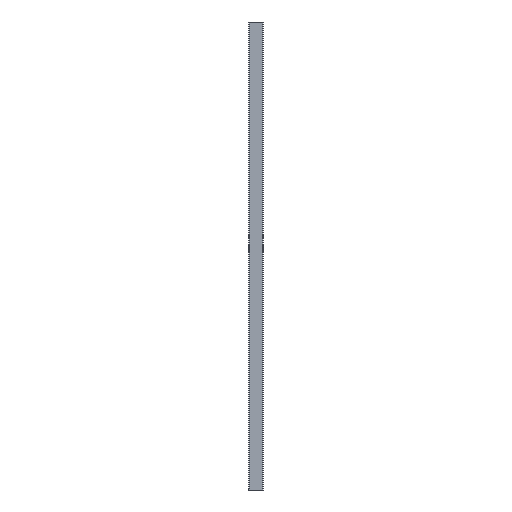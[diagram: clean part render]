
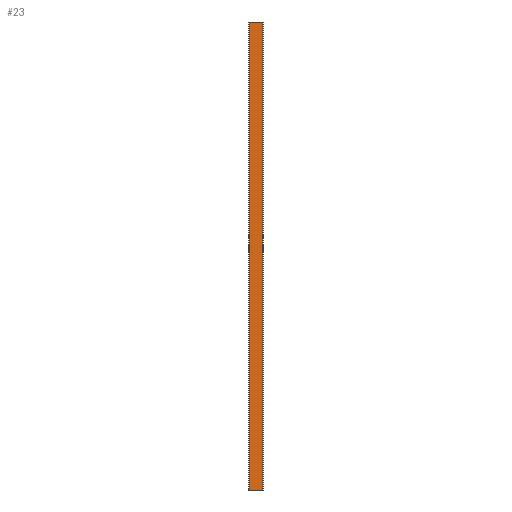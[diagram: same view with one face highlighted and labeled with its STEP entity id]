
A CAD part, left-side view. The second image highlights one B-rep face of the part: STEP entity #23.
In plain terms, the highlighted planar face has unit normal (-1, 0, 0).
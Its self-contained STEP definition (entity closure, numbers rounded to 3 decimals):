
#23=ADVANCED_FACE('',(#45),#290,.T.);
#45=FACE_OUTER_BOUND('',#67,.T.);
#67=EDGE_LOOP('',(#116,#117,#118,#119));
#116=ORIENTED_EDGE('',*,*,#195,.T.);
#117=ORIENTED_EDGE('',*,*,#194,.T.);
#118=ORIENTED_EDGE('',*,*,#196,.T.);
#119=ORIENTED_EDGE('',*,*,#197,.T.);
#194=EDGE_CURVE('',#273,#274,#240,.T.);
#195=EDGE_CURVE('',#275,#273,#241,.T.);
#196=EDGE_CURVE('',#274,#276,#242,.T.);
#197=EDGE_CURVE('',#276,#275,#243,.T.);
#240=B_SPLINE_CURVE_WITH_KNOTS('',1,(#604,#605),.UNSPECIFIED.,.F.,.F.,(2,
2),(-3000.,0.),.UNSPECIFIED.);
#241=B_SPLINE_CURVE_WITH_KNOTS('',1,(#606,#607),.UNSPECIFIED.,.F.,.F.,(2,
2),(-89.,0.),.UNSPECIFIED.);
#242=B_SPLINE_CURVE_WITH_KNOTS('',1,(#608,#609),.UNSPECIFIED.,.F.,.F.,(2,
2),(0.,89.),.UNSPECIFIED.);
#243=B_SPLINE_CURVE_WITH_KNOTS('',1,(#610,#611),.UNSPECIFIED.,.F.,.F.,(2,
2),(0.,3000.),.UNSPECIFIED.);
#273=VERTEX_POINT('',#539);
#274=VERTEX_POINT('',#540);
#275=VERTEX_POINT('',#541);
#276=VERTEX_POINT('',#542);
#290=PLANE('',#396);
#396=AXIS2_PLACEMENT_3D('',#492,#417,$);
#417=DIRECTION('',(-1.,0.,0.));
#492=CARTESIAN_POINT('',(-2.,-5.9,-1800.));
#539=CARTESIAN_POINT('',(-2.,3.,-1500.));
#540=CARTESIAN_POINT('',(-2.,3.,1500.));
#541=CARTESIAN_POINT('',(-2.,92.,-1500.));
#542=CARTESIAN_POINT('',(-2.,92.,1500.));
#604=CARTESIAN_POINT('',(-2.,3.,-1500.));
#605=CARTESIAN_POINT('',(-2.,3.,1500.));
#606=CARTESIAN_POINT('',(-2.,92.,-1500.));
#607=CARTESIAN_POINT('',(-2.,3.,-1500.));
#608=CARTESIAN_POINT('',(-2.,3.,1500.));
#609=CARTESIAN_POINT('',(-2.,92.,1500.));
#610=CARTESIAN_POINT('',(-2.,92.,1500.));
#611=CARTESIAN_POINT('',(-2.,92.,-1500.));
